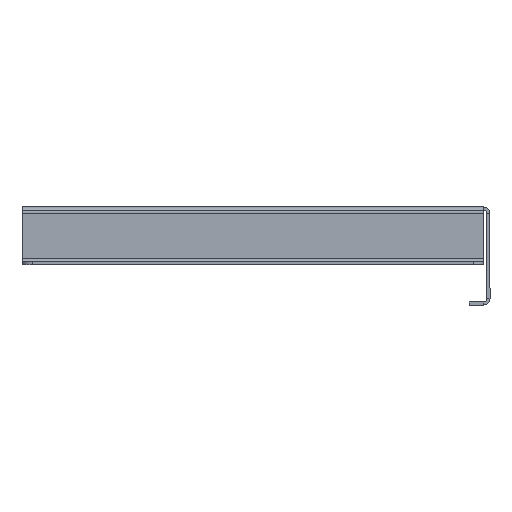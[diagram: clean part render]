
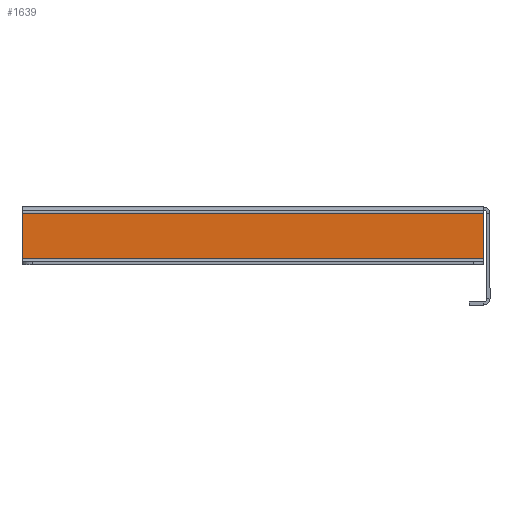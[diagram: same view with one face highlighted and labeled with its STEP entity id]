
A CAD part, left-side view. The second image highlights one B-rep face of the part: STEP entity #1639.
In plain terms, the highlighted planar face has unit normal (-1, 0, 0).
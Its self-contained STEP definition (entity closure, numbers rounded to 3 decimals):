
#580 = DIRECTION ( 'NONE',  ( 0., 0., -1. ) ) ;
#1235 = EDGE_CURVE ( 'NONE', #3370, #2214, #1647, .T. ) ;
#1310 = DIRECTION ( 'NONE',  ( 0., 0., -1. ) ) ;
#1491 = VECTOR ( 'NONE', #4774, 1000. ) ;
#1529 = LINE ( 'NONE', #5012, #3657 ) ;
#1639 = ADVANCED_FACE ( 'NONE', ( #3201 ), #1716, .F. ) ;
#1647 = LINE ( 'NONE', #4848, #1491 ) ;
#1716 = PLANE ( 'NONE',  #2104 ) ;
#1821 = CARTESIAN_POINT ( 'NONE',  ( -324., 111.5, -25. ) ) ;
#1904 = EDGE_CURVE ( 'NONE', #2214, #3386, #1529, .T. ) ;
#1986 = DIRECTION ( 'NONE',  ( 0., -1., 0. ) ) ;
#2104 = AXIS2_PLACEMENT_3D ( 'NONE', #2893, #4348, #1310 ) ;
#2214 = VERTEX_POINT ( 'NONE', #1821 ) ;
#2335 = ORIENTED_EDGE ( 'NONE', *, *, #4860, .F. ) ;
#2366 = EDGE_LOOP ( 'NONE', ( #2335, #3742, #2535, #3188 ) ) ;
#2496 = CARTESIAN_POINT ( 'NONE',  ( -324., -111.5, -1.5 ) ) ;
#2535 = ORIENTED_EDGE ( 'NONE', *, *, #1235, .F. ) ;
#2744 = VERTEX_POINT ( 'NONE', #3217 ) ;
#2893 = CARTESIAN_POINT ( 'NONE',  ( -324., 0., 0. ) ) ;
#3171 = LINE ( 'NONE', #3573, #3604 ) ;
#3188 = ORIENTED_EDGE ( 'NONE', *, *, #3350, .F. ) ;
#3201 = FACE_OUTER_BOUND ( 'NONE', #2366, .T. ) ;
#3217 = CARTESIAN_POINT ( 'NONE',  ( -324., -111.5, -3. ) ) ;
#3330 = CARTESIAN_POINT ( 'NONE',  ( -324., -111.5, -25. ) ) ;
#3350 = EDGE_CURVE ( 'NONE', #2744, #3370, #4877, .T. ) ;
#3370 = VERTEX_POINT ( 'NONE', #3330 ) ;
#3386 = VERTEX_POINT ( 'NONE', #4518 ) ;
#3573 = CARTESIAN_POINT ( 'NONE',  ( -324., -111.5, -3. ) ) ;
#3604 = VECTOR ( 'NONE', #1986, 1000. ) ;
#3657 = VECTOR ( 'NONE', #5060, 1000. ) ;
#3742 = ORIENTED_EDGE ( 'NONE', *, *, #1904, .F. ) ;
#4068 = VECTOR ( 'NONE', #580, 1000. ) ;
#4348 = DIRECTION ( 'NONE',  ( 1., 0., 0. ) ) ;
#4518 = CARTESIAN_POINT ( 'NONE',  ( -324., 111.5, -3. ) ) ;
#4774 = DIRECTION ( 'NONE',  ( 0., 1., 0. ) ) ;
#4848 = CARTESIAN_POINT ( 'NONE',  ( -324., -111.5, -25. ) ) ;
#4860 = EDGE_CURVE ( 'NONE', #3386, #2744, #3171, .T. ) ;
#4877 = LINE ( 'NONE', #2496, #4068 ) ;
#5012 = CARTESIAN_POINT ( 'NONE',  ( -324., 111.5, -25. ) ) ;
#5060 = DIRECTION ( 'NONE',  ( 0., 0., 1. ) ) ;
